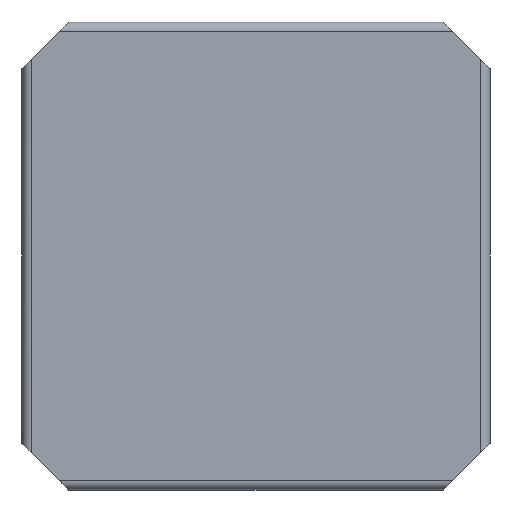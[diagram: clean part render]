
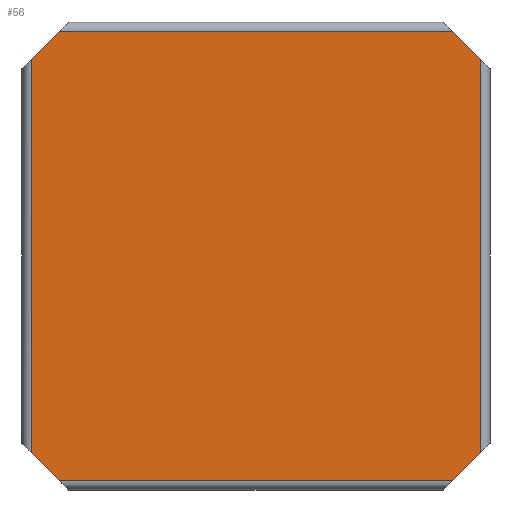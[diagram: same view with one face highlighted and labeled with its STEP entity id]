
A CAD part, left-side view. The second image highlights one B-rep face of the part: STEP entity #56.
In plain terms, the highlighted planar face has unit normal (-1, 0, 0).
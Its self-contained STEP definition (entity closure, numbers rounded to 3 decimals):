
#56=ADVANCED_FACE('',(#106),#107,.F.);
#106=FACE_OUTER_BOUND('',#205,.T.);
#107=PLANE('',#206);
#205=EDGE_LOOP('',(#318,#319,#320,#321,#322,#323,#324,#325));
#206=AXIS2_PLACEMENT_3D('',#326,#327,#328);
#318=ORIENTED_EDGE('',*,*,#663,.T.);
#319=ORIENTED_EDGE('',*,*,#672,.T.);
#320=ORIENTED_EDGE('',*,*,#673,.T.);
#321=ORIENTED_EDGE('',*,*,#674,.T.);
#322=ORIENTED_EDGE('',*,*,#675,.T.);
#323=ORIENTED_EDGE('',*,*,#676,.T.);
#324=ORIENTED_EDGE('',*,*,#677,.T.);
#325=ORIENTED_EDGE('',*,*,#671,.T.);
#326=CARTESIAN_POINT('',(0.0,0.0,0.0));
#327=DIRECTION('',(1.0,0.0,0.0));
#328=DIRECTION('',(0.0,1.0,0.0));
#663=EDGE_CURVE('',#776,#774,#777,.T.);
#671=EDGE_CURVE('',#780,#776,#791,.T.);
#672=EDGE_CURVE('',#774,#792,#793,.T.);
#673=EDGE_CURVE('',#792,#794,#795,.T.);
#674=EDGE_CURVE('',#794,#796,#797,.T.);
#675=EDGE_CURVE('',#796,#798,#799,.T.);
#676=EDGE_CURVE('',#798,#800,#801,.T.);
#677=EDGE_CURVE('',#800,#780,#802,.T.);
#774=VERTEX_POINT('',#955);
#776=VERTEX_POINT('',#964);
#777=LINE('',#965,#966);
#780=VERTEX_POINT('',#976);
#791=LINE('',#1011,#1012);
#792=VERTEX_POINT('',#1013);
#793=LINE('',#1014,#1015);
#794=VERTEX_POINT('',#1016);
#795=LINE('',#1017,#1018);
#796=VERTEX_POINT('',#1019);
#797=LINE('',#1020,#1021);
#798=VERTEX_POINT('',#1022);
#799=LINE('',#1023,#1024);
#800=VERTEX_POINT('',#1025);
#801=LINE('',#1026,#1027);
#802=LINE('',#1028,#1029);
#955=CARTESIAN_POINT('',(0.0,-2.1,-2.4));
#964=CARTESIAN_POINT('',(0.0,2.1,-2.4));
#965=CARTESIAN_POINT('',(0.0,2.1,-2.4));
#966=VECTOR('',#1292,4.2);
#976=CARTESIAN_POINT('',(0.0,2.4,-2.1));
#1011=CARTESIAN_POINT('',(0.0,2.4,-2.1));
#1012=VECTOR('',#1296,0.424);
#1013=CARTESIAN_POINT('',(0.0,-2.4,-2.1));
#1014=CARTESIAN_POINT('',(0.0,-2.1,-2.4));
#1015=VECTOR('',#1297,0.424);
#1016=CARTESIAN_POINT('',(0.0,-2.4,2.1));
#1017=CARTESIAN_POINT('',(0.0,-2.4,-2.1));
#1018=VECTOR('',#1298,4.2);
#1019=CARTESIAN_POINT('',(0.0,-2.1,2.4));
#1020=CARTESIAN_POINT('',(0.0,-2.4,2.1));
#1021=VECTOR('',#1299,0.424);
#1022=CARTESIAN_POINT('',(0.0,2.1,2.4));
#1023=CARTESIAN_POINT('',(0.0,-2.1,2.4));
#1024=VECTOR('',#1300,4.2);
#1025=CARTESIAN_POINT('',(0.0,2.4,2.1));
#1026=CARTESIAN_POINT('',(0.0,2.1,2.4));
#1027=VECTOR('',#1301,0.424);
#1028=CARTESIAN_POINT('',(0.0,2.4,2.1));
#1029=VECTOR('',#1302,4.2);
#1292=DIRECTION('',(0.0,-1.0,0.0));
#1296=DIRECTION('',(0.0,-0.707,-0.707));
#1297=DIRECTION('',(0.0,-0.707,0.707));
#1298=DIRECTION('',(0.0,0.0,1.0));
#1299=DIRECTION('',(0.0,0.707,0.707));
#1300=DIRECTION('',(0.0,1.0,0.0));
#1301=DIRECTION('',(0.0,0.707,-0.707));
#1302=DIRECTION('',(0.0,0.0,-1.0));
